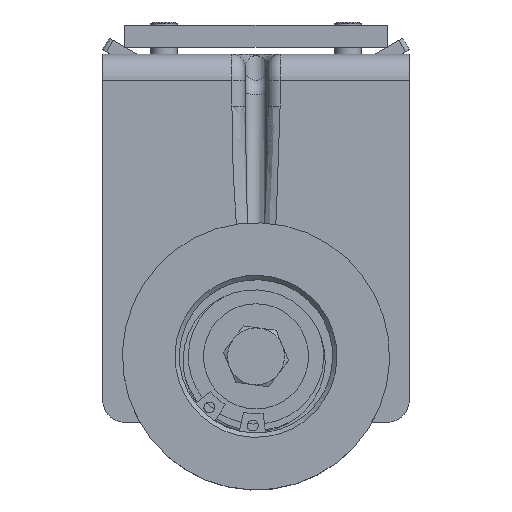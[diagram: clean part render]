
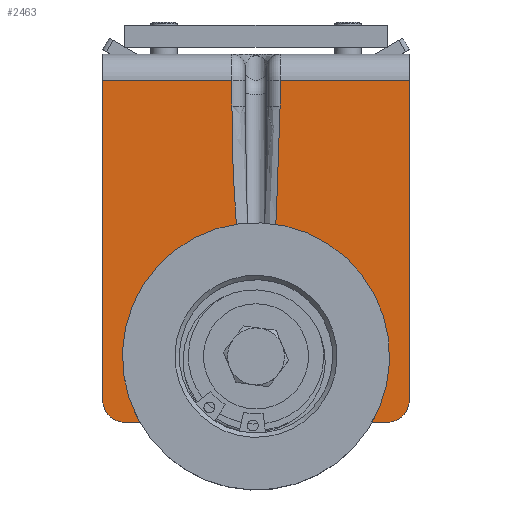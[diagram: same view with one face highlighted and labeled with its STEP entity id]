
A CAD part, top view. The second image highlights one B-rep face of the part: STEP entity #2463.
In plain terms, the highlighted face is planar.
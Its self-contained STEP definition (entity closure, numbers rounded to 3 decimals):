
#70=ELLIPSE('',#9714,47.473,5.5);
#1613=FACE_BOUND('',#3514,.T.);
#1614=FACE_BOUND('',#3515,.T.);
#1826=CIRCLE('',#9713,4.15);
#1827=CIRCLE('',#9715,5.);
#1828=CIRCLE('',#9716,5.);
#2463=ADVANCED_FACE('',(#1613,#1614),#2931,.F.);
#2931=PLANE('',#9717);
#3514=EDGE_LOOP('',(#5021));
#3515=EDGE_LOOP('',(#5022,#5023,#5024,#5025,#5026,#5027,#5028,#5029,#5030,
#5031));
#4092=LINE('',#13688,#4488);
#4093=LINE('',#13690,#4489);
#4094=LINE('',#13692,#4490);
#4095=LINE('',#13696,#4491);
#4096=LINE('',#13700,#4492);
#4097=LINE('',#13702,#4493);
#4098=LINE('',#13704,#4494);
#4488=VECTOR('',#10956,1.);
#4489=VECTOR('',#10957,1.);
#4490=VECTOR('',#10958,1.);
#4491=VECTOR('',#10961,1.);
#4492=VECTOR('',#10964,1.);
#4493=VECTOR('',#10965,1.);
#4494=VECTOR('',#10966,1.);
#5021=ORIENTED_EDGE('',*,*,#8142,.T.);
#5022=ORIENTED_EDGE('',*,*,#8143,.T.);
#5023=ORIENTED_EDGE('',*,*,#8144,.T.);
#5024=ORIENTED_EDGE('',*,*,#8145,.T.);
#5025=ORIENTED_EDGE('',*,*,#8146,.F.);
#5026=ORIENTED_EDGE('',*,*,#8147,.T.);
#5027=ORIENTED_EDGE('',*,*,#8148,.F.);
#5028=ORIENTED_EDGE('',*,*,#8149,.T.);
#5029=ORIENTED_EDGE('',*,*,#8150,.F.);
#5030=ORIENTED_EDGE('',*,*,#8151,.T.);
#5031=ORIENTED_EDGE('',*,*,#8152,.T.);
#7309=VERTEX_POINT('',#13684);
#7310=VERTEX_POINT('',#13686);
#7311=VERTEX_POINT('',#13687);
#7312=VERTEX_POINT('',#13689);
#7313=VERTEX_POINT('',#13691);
#7314=VERTEX_POINT('',#13693);
#7315=VERTEX_POINT('',#13695);
#7316=VERTEX_POINT('',#13697);
#7317=VERTEX_POINT('',#13699);
#7318=VERTEX_POINT('',#13701);
#7319=VERTEX_POINT('',#13703);
#8142=EDGE_CURVE('',#7309,#7309,#1826,.T.);
#8143=EDGE_CURVE('',#7310,#7311,#70,.T.);
#8144=EDGE_CURVE('',#7311,#7312,#4092,.T.);
#8145=EDGE_CURVE('',#7312,#7313,#4093,.T.);
#8146=EDGE_CURVE('',#7314,#7313,#4094,.T.);
#8147=EDGE_CURVE('',#7314,#7315,#1827,.T.);
#8148=EDGE_CURVE('',#7316,#7315,#4095,.T.);
#8149=EDGE_CURVE('',#7316,#7317,#1828,.T.);
#8150=EDGE_CURVE('',#7318,#7317,#4096,.T.);
#8151=EDGE_CURVE('',#7318,#7319,#4097,.T.);
#8152=EDGE_CURVE('',#7319,#7310,#4098,.T.);
#9713=AXIS2_PLACEMENT_3D('',#13683,#10952,#10953);
#9714=AXIS2_PLACEMENT_3D('',#13685,#10954,#10955);
#9715=AXIS2_PLACEMENT_3D('',#13694,#10959,#10960);
#9716=AXIS2_PLACEMENT_3D('',#13698,#10962,#10963);
#9717=AXIS2_PLACEMENT_3D('',#13705,#10967,#10968);
#10952=DIRECTION('',(1.,0.,0.));
#10953=DIRECTION('',(0.,1.,0.));
#10954=DIRECTION('',(1.,0.,0.));
#10955=DIRECTION('',(0.,0.,1.));
#10956=DIRECTION('',(0.,0.,-1.));
#10957=DIRECTION('',(0.,-1.,0.));
#10958=DIRECTION('',(0.,0.,-1.));
#10959=DIRECTION('',(-1.,0.,0.));
#10960=DIRECTION('',(0.,1.,0.));
#10961=DIRECTION('',(0.,-1.,0.));
#10962=DIRECTION('',(-1.,0.,0.));
#10963=DIRECTION('',(0.,1.,0.));
#10964=DIRECTION('',(0.,0.,1.));
#10965=DIRECTION('',(0.,-1.,0.));
#10966=DIRECTION('',(0.,0.,1.));
#10967=DIRECTION('',(1.,0.,0.));
#10968=DIRECTION('',(0.,-1.,0.));
#13683=CARTESIAN_POINT('',(27.8,0.,0.));
#13684=CARTESIAN_POINT('',(27.8,4.15,0.));
#13685=CARTESIAN_POINT('',(27.8,0.,-57.194));
#13686=CARTESIAN_POINT('',(27.8,5.5,-57.194));
#13687=CARTESIAN_POINT('',(27.8,-5.5,-57.194));
#13688=CARTESIAN_POINT('',(27.8,-5.5,-63.));
#13689=CARTESIAN_POINT('',(27.8,-5.5,-63.));
#13690=CARTESIAN_POINT('',(27.8,35.,-63.));
#13691=CARTESIAN_POINT('',(27.8,-35.,-63.));
#13692=CARTESIAN_POINT('',(27.8,-35.,15.));
#13693=CARTESIAN_POINT('',(27.8,-35.,10.));
#13694=CARTESIAN_POINT('',(27.8,-30.,10.));
#13695=CARTESIAN_POINT('',(27.8,-30.,15.));
#13696=CARTESIAN_POINT('',(27.8,35.,15.));
#13697=CARTESIAN_POINT('',(27.8,30.,15.));
#13698=CARTESIAN_POINT('',(27.8,30.,10.));
#13699=CARTESIAN_POINT('',(27.8,35.,10.));
#13700=CARTESIAN_POINT('',(27.8,35.,-69.));
#13701=CARTESIAN_POINT('',(27.8,35.,-63.));
#13702=CARTESIAN_POINT('',(27.8,35.,-63.));
#13703=CARTESIAN_POINT('',(27.8,5.5,-63.));
#13704=CARTESIAN_POINT('',(27.8,5.5,-69.));
#13705=CARTESIAN_POINT('',(27.8,-35.,-69.));
